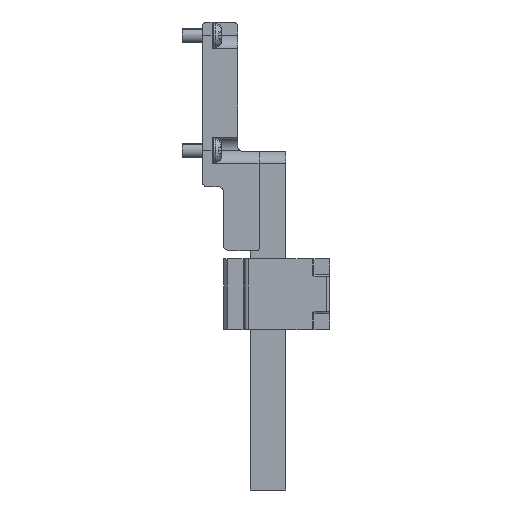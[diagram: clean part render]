
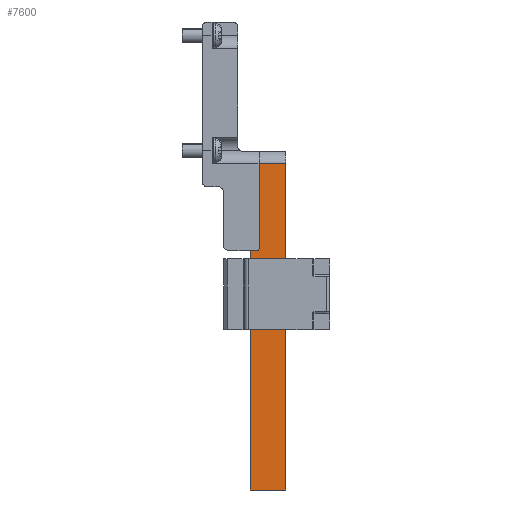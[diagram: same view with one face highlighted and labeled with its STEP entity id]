
A CAD part, left-side view. The second image highlights one B-rep face of the part: STEP entity #7600.
In plain terms, the highlighted planar face has unit normal (-1, 0, 0).
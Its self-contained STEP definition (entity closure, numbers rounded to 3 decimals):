
#7563=AXIS2_PLACEMENT_3D('Plane Axis2P3D',#7560,#7561,#7562) ;
#7581=AXIS2_PLACEMENT_3D('Circle Axis2P3D',#7579,#7580,$) ;
#7107=CARTESIAN_POINT('Vertex',(-294.5,-377.,-111.)) ;
#7110=CARTESIAN_POINT('Line Origine',(-294.5,-377.,-43.5)) ;
#7114=CARTESIAN_POINT('Vertex',(-294.5,-377.,24.)) ;
#7295=CARTESIAN_POINT('Vertex',(-294.5,-397.,73.)) ;
#7298=CARTESIAN_POINT('Line Origine',(-294.5,-397.,-19.)) ;
#7302=CARTESIAN_POINT('Vertex',(-294.5,-397.,-111.)) ;
#7548=CARTESIAN_POINT('Line Origine',(-294.5,-387.,-111.)) ;
#7560=CARTESIAN_POINT('Axis2P3D Location',(-294.5,-382.,153.)) ;
#7565=CARTESIAN_POINT('Line Origine',(-294.5,-389.5,73.)) ;
#7569=CARTESIAN_POINT('Vertex',(-294.5,-382.,73.)) ;
#7572=CARTESIAN_POINT('Line Origine',(-294.5,-382.,49.)) ;
#7576=CARTESIAN_POINT('Vertex',(-294.5,-382.,25.)) ;
#7579=CARTESIAN_POINT('Axis2P3D Location',(-294.5,-381.,25.)) ;
#7583=CARTESIAN_POINT('Vertex',(-294.5,-381.,24.)) ;
#7586=CARTESIAN_POINT('Line Origine',(-294.5,-379.,24.)) ;
#7111=DIRECTION('Vector Direction',(0.,0.,-1.)) ;
#7299=DIRECTION('Vector Direction',(0.,0.,-1.)) ;
#7549=DIRECTION('Vector Direction',(0.,-1.,0.)) ;
#7561=DIRECTION('Axis2P3D Direction',(1.,0.,0.)) ;
#7562=DIRECTION('Axis2P3D XDirection',(0.,-1.,0.)) ;
#7566=DIRECTION('Vector Direction',(0.,1.,0.)) ;
#7573=DIRECTION('Vector Direction',(0.,0.,1.)) ;
#7580=DIRECTION('Axis2P3D Direction',(1.,0.,0.)) ;
#7587=DIRECTION('Vector Direction',(0.,-1.,0.)) ;
#7112=VECTOR('Line Direction',#7111,1.) ;
#7300=VECTOR('Line Direction',#7299,1.) ;
#7550=VECTOR('Line Direction',#7549,1.) ;
#7567=VECTOR('Line Direction',#7566,1.) ;
#7574=VECTOR('Line Direction',#7573,1.) ;
#7588=VECTOR('Line Direction',#7587,1.) ;
#7592=ORIENTED_EDGE('',*,*,#7571,.T.) ;
#7593=ORIENTED_EDGE('',*,*,#7578,.T.) ;
#7594=ORIENTED_EDGE('',*,*,#7585,.T.) ;
#7595=ORIENTED_EDGE('',*,*,#7590,.T.) ;
#7596=ORIENTED_EDGE('',*,*,#7116,.T.) ;
#7597=ORIENTED_EDGE('',*,*,#7552,.T.) ;
#7598=ORIENTED_EDGE('',*,*,#7304,.T.) ;
#7600=ADVANCED_FACE('RB7556806_1PD_001_00_FRONT TERMINAL ASSEMBLY E6.2 WITHDRAWABL.4\\RB7552001_1PA_001_00_FRONT TERMINAL E2.2 FIXED.2\\PartBody',(#7599),#7564,.F.) ;
#7582=CIRCLE('generated circle',#7581,1.) ;
#7116=EDGE_CURVE('',#7115,#7108,#7113,.T.) ;
#7304=EDGE_CURVE('',#7303,#7296,#7301,.F.) ;
#7552=EDGE_CURVE('',#7108,#7303,#7551,.T.) ;
#7571=EDGE_CURVE('',#7296,#7570,#7568,.T.) ;
#7578=EDGE_CURVE('',#7570,#7577,#7575,.F.) ;
#7585=EDGE_CURVE('',#7577,#7584,#7582,.T.) ;
#7590=EDGE_CURVE('',#7584,#7115,#7589,.F.) ;
#7591=EDGE_LOOP('',(#7592,#7593,#7594,#7595,#7596,#7597,#7598)) ;
#7599=FACE_OUTER_BOUND('',#7591,.T.) ;
#7113=LINE('Line',#7110,#7112) ;
#7301=LINE('Line',#7298,#7300) ;
#7551=LINE('Line',#7548,#7550) ;
#7568=LINE('Line',#7565,#7567) ;
#7575=LINE('Line',#7572,#7574) ;
#7589=LINE('Line',#7586,#7588) ;
#7564=PLANE('',#7563) ;
#7108=VERTEX_POINT('',#7107) ;
#7115=VERTEX_POINT('',#7114) ;
#7296=VERTEX_POINT('',#7295) ;
#7303=VERTEX_POINT('',#7302) ;
#7570=VERTEX_POINT('',#7569) ;
#7577=VERTEX_POINT('',#7576) ;
#7584=VERTEX_POINT('',#7583) ;
